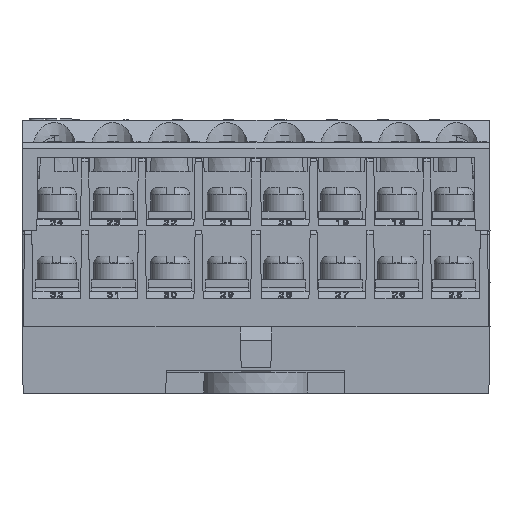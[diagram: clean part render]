
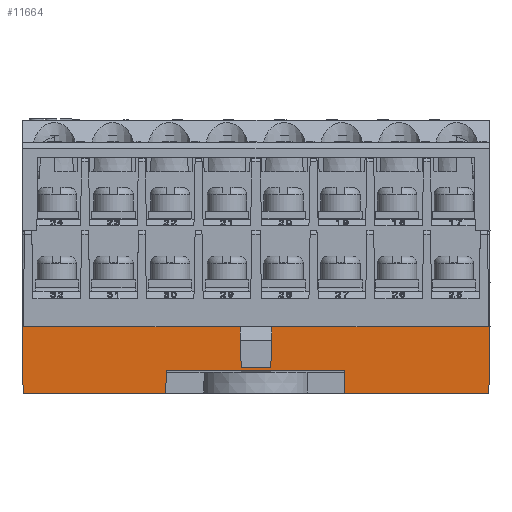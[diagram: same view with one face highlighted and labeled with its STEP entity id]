
A CAD part, front view. The second image highlights one B-rep face of the part: STEP entity #11664.
In plain terms, the highlighted planar face has unit normal (0, -1, -0.018).
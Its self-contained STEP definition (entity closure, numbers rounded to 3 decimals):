
#7467=FACE_OUTER_BOUND('',#38967,.T.);
#11664=ADVANCED_FACE('',(#7467),#15556,.F.);
#15556=PLANE('',#87526);
#17476=LINE('',#111599,#26370);
#17485=LINE('',#111618,#26379);
#19147=LINE('',#115732,#28041);
#19149=LINE('',#115737,#28043);
#22758=LINE('',#134908,#31825);
#22759=LINE('',#134911,#31826);
#22760=LINE('',#134912,#31827);
#22761=LINE('',#134913,#31828);
#22762=LINE('',#134915,#31829);
#22763=LINE('',#134917,#31830);
#22764=LINE('',#134918,#31831);
#22765=LINE('',#134920,#31832);
#22766=LINE('',#134922,#31833);
#22767=LINE('',#134923,#31834);
#26370=VECTOR('',#90298,1.);
#26379=VECTOR('',#90309,1.);
#28041=VECTOR('',#93001,1.);
#28043=VECTOR('',#93003,1.);
#31825=VECTOR('',#101883,1.);
#31826=VECTOR('',#101884,1.);
#31827=VECTOR('',#101885,1.);
#31828=VECTOR('',#101886,1.);
#31829=VECTOR('',#101887,1.);
#31830=VECTOR('',#101888,1.);
#31831=VECTOR('',#101889,1.);
#31832=VECTOR('',#101890,1.);
#31833=VECTOR('',#101891,1.);
#31834=VECTOR('',#101892,1.);
#38967=EDGE_LOOP('',(#55309,#55310,#55311,#55312,#55313,#55314,#55315,#55316,
#55317,#55318,#55319,#55320,#55321,#55322));
#55309=ORIENTED_EDGE('',*,*,#78963,.T.);
#55310=ORIENTED_EDGE('',*,*,#78964,.T.);
#55311=ORIENTED_EDGE('',*,*,#72348,.F.);
#55312=ORIENTED_EDGE('',*,*,#78965,.T.);
#55313=ORIENTED_EDGE('',*,*,#72339,.F.);
#55314=ORIENTED_EDGE('',*,*,#78966,.T.);
#55315=ORIENTED_EDGE('',*,*,#78967,.F.);
#55316=ORIENTED_EDGE('',*,*,#78968,.T.);
#55317=ORIENTED_EDGE('',*,*,#74137,.F.);
#55318=ORIENTED_EDGE('',*,*,#78969,.T.);
#55319=ORIENTED_EDGE('',*,*,#78970,.F.);
#55320=ORIENTED_EDGE('',*,*,#78971,.F.);
#55321=ORIENTED_EDGE('',*,*,#74135,.F.);
#55322=ORIENTED_EDGE('',*,*,#78972,.T.);
#64873=VERTEX_POINT('',#111598);
#64874=VERTEX_POINT('',#111600);
#64877=VERTEX_POINT('',#111608);
#64882=VERTEX_POINT('',#111617);
#66299=VERTEX_POINT('',#115733);
#66300=VERTEX_POINT('',#115734);
#66301=VERTEX_POINT('',#115736);
#66302=VERTEX_POINT('',#115738);
#69260=VERTEX_POINT('',#134909);
#69261=VERTEX_POINT('',#134910);
#69262=VERTEX_POINT('',#134914);
#69263=VERTEX_POINT('',#134916);
#69264=VERTEX_POINT('',#134919);
#69265=VERTEX_POINT('',#134921);
#72339=EDGE_CURVE('',#64873,#64874,#17476,.T.);
#72348=EDGE_CURVE('',#64882,#64877,#17485,.T.);
#74135=EDGE_CURVE('',#66299,#66300,#19147,.T.);
#74137=EDGE_CURVE('',#66301,#66302,#19149,.T.);
#78963=EDGE_CURVE('',#69260,#69261,#22758,.T.);
#78964=EDGE_CURVE('',#69261,#64877,#22759,.T.);
#78965=EDGE_CURVE('',#64882,#64874,#22760,.T.);
#78966=EDGE_CURVE('',#64873,#69262,#22761,.T.);
#78967=EDGE_CURVE('',#69263,#69262,#22762,.T.);
#78968=EDGE_CURVE('',#69263,#66302,#22763,.T.);
#78969=EDGE_CURVE('',#66301,#69264,#22764,.T.);
#78970=EDGE_CURVE('',#69265,#69264,#22765,.T.);
#78971=EDGE_CURVE('',#66300,#69265,#22766,.T.);
#78972=EDGE_CURVE('',#66299,#69260,#22767,.T.);
#87526=AXIS2_PLACEMENT_3D('',#134924,#101893,#101894);
#90298=DIRECTION('',(-0.017,-0.017,1.));
#90309=DIRECTION('',(-0.017,0.017,-1.));
#93001=DIRECTION('',(1.,0.,0.));
#93003=DIRECTION('',(1.,0.,0.));
#101883=DIRECTION('',(0.017,0.017,-1.));
#101884=DIRECTION('',(1.,0.,0.));
#101885=DIRECTION('',(1.,0.,0.));
#101886=DIRECTION('',(1.,0.,0.));
#101887=DIRECTION('',(-0.017,0.017,-1.));
#101888=DIRECTION('',(-1.,0.,0.));
#101889=DIRECTION('',(-0.036,0.017,-0.999));
#101890=DIRECTION('',(1.,0.,0.));
#101891=DIRECTION('',(0.036,0.017,-0.999));
#101892=DIRECTION('',(-1.,0.,0.));
#101893=DIRECTION('',(0.,1.,0.017));
#101894=DIRECTION('',(0.,-0.017,1.));
#111598=CARTESIAN_POINT('',(118.696,-15.649,-19.975));
#111599=CARTESIAN_POINT('',(118.538,-15.808,-10.881));
#111600=CARTESIAN_POINT('',(118.644,-15.701,-16.972));
#111608=CARTESIAN_POINT('',(94.718,-15.649,-19.975));
#111617=CARTESIAN_POINT('',(94.77,-15.701,-16.972));
#111618=CARTESIAN_POINT('',(94.769,-15.7,-17.043));
#115732=CARTESIAN_POINT('',(106.81,-15.804,-11.086));
#115733=CARTESIAN_POINT('',(75.629,-15.804,-11.086));
#115734=CARTESIAN_POINT('',(104.708,-15.804,-11.086));
#115736=CARTESIAN_POINT('',(108.912,-15.804,-11.086));
#115737=CARTESIAN_POINT('',(106.81,-15.804,-11.086));
#115738=CARTESIAN_POINT('',(137.991,-15.804,-11.086));
#134908=CARTESIAN_POINT('',(75.438,-15.795,-11.633));
#134909=CARTESIAN_POINT('',(75.429,-15.804,-11.086));
#134910=CARTESIAN_POINT('',(75.584,-15.649,-19.975));
#134911=CARTESIAN_POINT('',(106.81,-15.649,-19.975));
#134912=CARTESIAN_POINT('',(106.81,-15.701,-16.972));
#134913=CARTESIAN_POINT('',(106.81,-15.649,-19.975));
#134914=CARTESIAN_POINT('',(138.036,-15.649,-19.975));
#134915=CARTESIAN_POINT('',(138.181,-15.794,-11.673));
#134916=CARTESIAN_POINT('',(138.191,-15.804,-11.086));
#134917=CARTESIAN_POINT('',(106.81,-15.804,-11.086));
#134918=CARTESIAN_POINT('',(109.773,-16.223,12.905));
#134919=CARTESIAN_POINT('',(108.716,-15.709,-16.541));
#134920=CARTESIAN_POINT('',(106.81,-15.709,-16.541));
#134921=CARTESIAN_POINT('',(104.904,-15.709,-16.541));
#134922=CARTESIAN_POINT('',(104.779,-15.77,-13.062));
#134923=CARTESIAN_POINT('',(106.81,-15.804,-11.086));
#134924=CARTESIAN_POINT('',(106.81,-15.804,-11.086));
